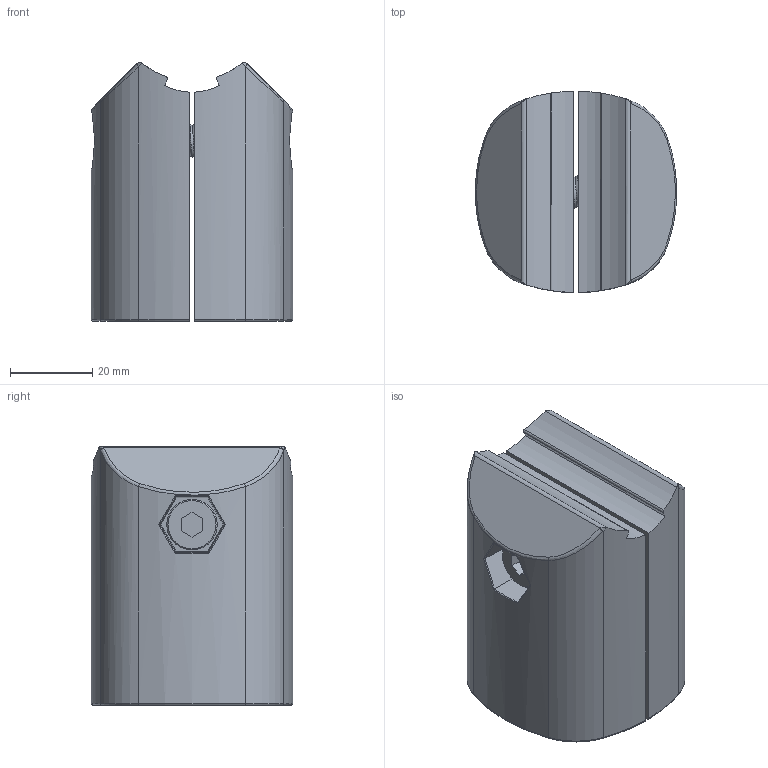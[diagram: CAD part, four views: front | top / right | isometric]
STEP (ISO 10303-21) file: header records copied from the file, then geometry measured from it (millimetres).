
FILE_DESCRIPTION (( 'STEP AP214' ), '1' );
FILE_NAME ('B409 Ò-ñîåäèíèòåëü òðóáíûõ ïðîôèëåé.STEP', '2024-01-19T12:36:51', ( '' ), ( '' ), 'SwSTEP 2.0', 'SolidWorks 2022', '' );
FILE_SCHEMA (( 'AUTOMOTIVE_DESIGN' ));
Length unit declared in the file: millimetre
Products named in the file (1): B409 Т-соединитель трубных профилей
Bounding box: 49 x 48.99 x 63.01 mm (x, y, z)
Volume: 59132.9 mm3; surface area: 28631.1 mm2
Topology: 4 solids, 4 shells, 353 faces, 941 edges, 602 vertices
Faces by surface type: cylinder 143, plane 98, bspline 67, cone 35, torus 10
Entity records: 23821 total; most frequent: CARTESIAN_POINT 11984, ORIENTED_EDGE 1882, DIRECTION 1299, EDGE_CURVE 941, VERTEX_POINT 602, AXIS2_PLACEMENT_3D 473, B_SPLINE_CURVE_WITH_KNOTS 398, EDGE_LOOP 365
